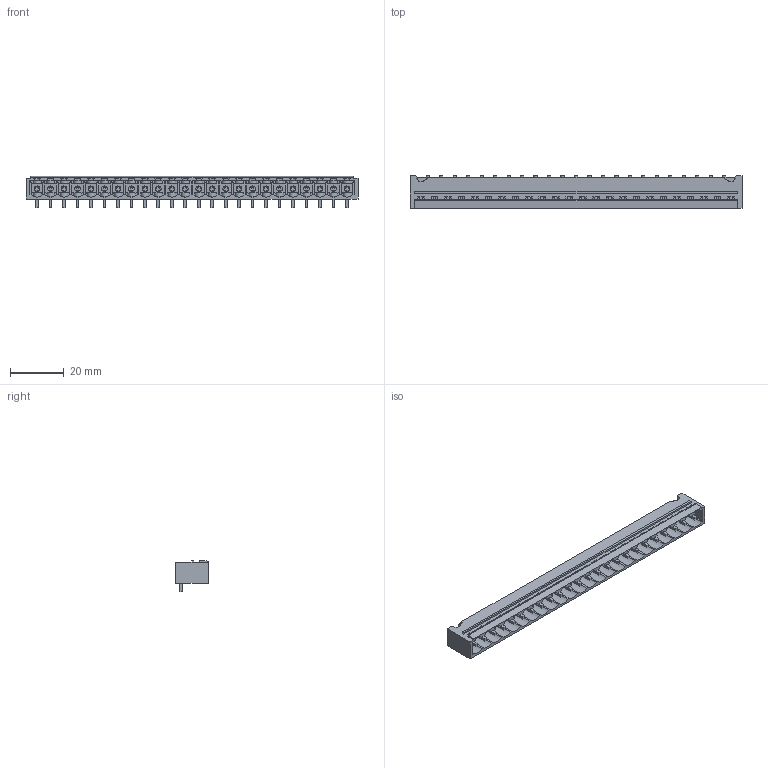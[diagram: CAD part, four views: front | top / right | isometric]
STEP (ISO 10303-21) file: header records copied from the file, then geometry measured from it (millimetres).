
FILE_DESCRIPTION(('CATIA V5 STEP Exchange','CAx-IF Rec.Pracs.--- Model Styling and Organization---1.2---2011-12-15'),'2;1');
FILE_NAME ('7592408_2_1840340000_1840340000.stp','2018-03-08T11:17:41+00:00',('none'),('Weidmueller'),'CATIA Version 5-6 Release 2014','CATIA V5 STEP AP214','none');
FILE_SCHEMA(('AUTOMOTIVE_DESIGN { 1 0 10303 214 1 1 1 1 }'));
Products named in the file (1): 1840340000
Bounding box: 123.2 x 12 x 11.63 mm (x, y, z)
Volume: 4402.7 mm3; surface area: 10865.1 mm2
Topology: 25 solids, 25 shells, 1911 faces, 5873 edges, 3966 vertices
Faces by surface type: plane 1557, cylinder 310, extrusion 44
Entity records: 60267 total; most frequent: CARTESIAN_POINT 12314, ORIENTED_EDGE 11746, DIRECTION 7233, EDGE_CURVE 5873, VECTOR 4747, LINE 4703, VERTEX_POINT 3966, EDGE_LOOP 1961
